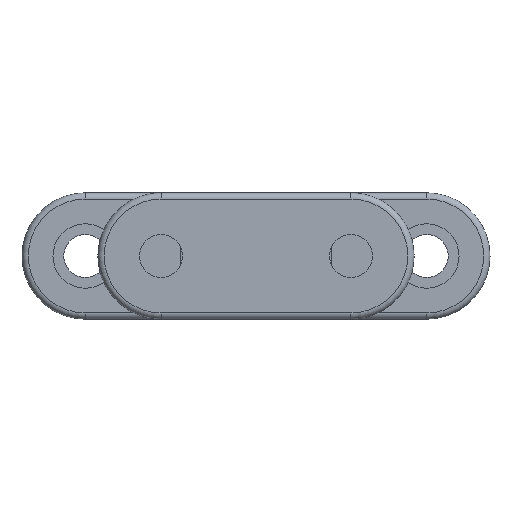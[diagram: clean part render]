
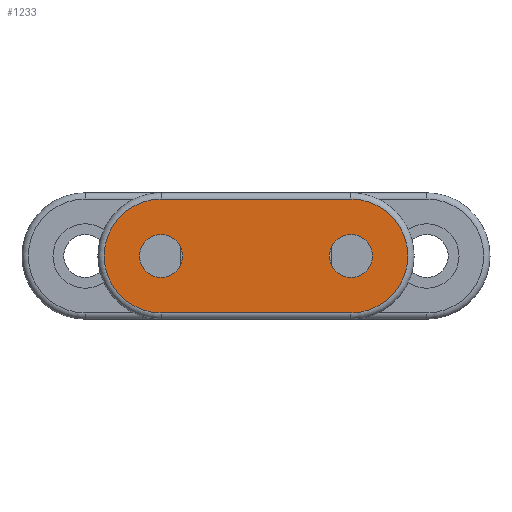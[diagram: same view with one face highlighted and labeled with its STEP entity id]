
A CAD part, front view. The second image highlights one B-rep face of the part: STEP entity #1233.
In plain terms, the highlighted planar face has unit normal (0, -1, 0).
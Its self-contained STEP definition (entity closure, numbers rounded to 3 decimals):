
#27=FACE_BOUND('',#372,.T.);
#28=FACE_BOUND('',#373,.T.);
#54=PLANE('',#1345);
#79=LINE('',#1902,#167);
#81=LINE('',#1911,#169);
#167=VECTOR('',#1502,10.);
#169=VECTOR('',#1514,10.);
#291=FACE_OUTER_BOUND('',#371,.T.);
#371=EDGE_LOOP('',(#871,#872,#873,#874));
#372=EDGE_LOOP('',(#875));
#373=EDGE_LOOP('',(#876));
#458=CIRCLE('',#1334,4.5);
#461=CIRCLE('',#1339,4.5);
#464=CIRCLE('',#1346,1.7);
#465=CIRCLE('',#1347,1.7);
#535=VERTEX_POINT('',#1890);
#538=VERTEX_POINT('',#1895);
#540=VERTEX_POINT('',#1900);
#542=VERTEX_POINT('',#1906);
#558=VERTEX_POINT('',#1976);
#559=VERTEX_POINT('',#1978);
#650=EDGE_CURVE('',#538,#535,#458,.T.);
#652=EDGE_CURVE('',#540,#538,#79,.T.);
#655=EDGE_CURVE('',#542,#540,#461,.T.);
#657=EDGE_CURVE('',#535,#542,#81,.T.);
#676=EDGE_CURVE('',#558,#558,#464,.T.);
#677=EDGE_CURVE('',#559,#559,#465,.T.);
#871=ORIENTED_EDGE('',*,*,#650,.F.);
#872=ORIENTED_EDGE('',*,*,#652,.F.);
#873=ORIENTED_EDGE('',*,*,#655,.F.);
#874=ORIENTED_EDGE('',*,*,#657,.F.);
#875=ORIENTED_EDGE('',*,*,#676,.T.);
#876=ORIENTED_EDGE('',*,*,#677,.T.);
#1233=ADVANCED_FACE('',(#291,#27,#28),#54,.T.);
#1334=AXIS2_PLACEMENT_3D('',#1897,#1496,#1497);
#1339=AXIS2_PLACEMENT_3D('',#1908,#1508,#1509);
#1345=AXIS2_PLACEMENT_3D('',#1975,#1534,#1535);
#1346=AXIS2_PLACEMENT_3D('',#1977,#1536,#1537);
#1347=AXIS2_PLACEMENT_3D('',#1979,#1538,#1539);
#1496=DIRECTION('center_axis',(0.,1.,0.));
#1497=DIRECTION('ref_axis',(1.,0.,0.));
#1502=DIRECTION('',(1.,0.,0.));
#1508=DIRECTION('center_axis',(0.,1.,0.));
#1509=DIRECTION('ref_axis',(-1.,0.,0.));
#1514=DIRECTION('',(-1.,0.,0.));
#1534=DIRECTION('center_axis',(0.,-1.,0.));
#1535=DIRECTION('ref_axis',(0.,0.,-1.));
#1536=DIRECTION('center_axis',(0.,1.,0.));
#1537=DIRECTION('ref_axis',(1.,0.,0.));
#1538=DIRECTION('center_axis',(0.,1.,0.));
#1539=DIRECTION('ref_axis',(1.,0.,0.));
#1890=CARTESIAN_POINT('',(7.5,-19.,-4.5));
#1895=CARTESIAN_POINT('',(7.5,-19.,4.5));
#1897=CARTESIAN_POINT('Origin',(7.5,-19.,0.));
#1900=CARTESIAN_POINT('',(-7.5,-19.,4.5));
#1902=CARTESIAN_POINT('',(6.75,-19.,4.5));
#1906=CARTESIAN_POINT('',(-7.5,-19.,-4.5));
#1908=CARTESIAN_POINT('Origin',(-7.5,-19.,0.));
#1911=CARTESIAN_POINT('',(-6.75,-19.,-4.5));
#1975=CARTESIAN_POINT('Origin',(0.,-19.,0.));
#1976=CARTESIAN_POINT('',(5.8,-19.,0.));
#1977=CARTESIAN_POINT('Origin',(7.5,-19.,0.));
#1978=CARTESIAN_POINT('',(-9.2,-19.,0.));
#1979=CARTESIAN_POINT('Origin',(-7.5,-19.,0.));
